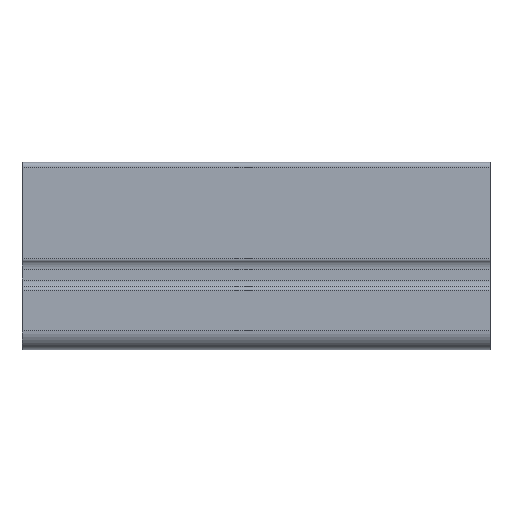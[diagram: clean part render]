
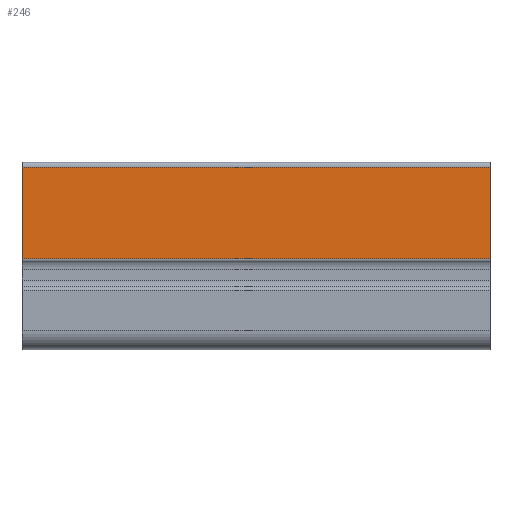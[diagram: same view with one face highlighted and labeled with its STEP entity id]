
A CAD part, left-side view. The second image highlights one B-rep face of the part: STEP entity #246.
In plain terms, the highlighted planar face has unit normal (-1, 0, 0).
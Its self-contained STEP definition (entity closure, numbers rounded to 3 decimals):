
#246 = ADVANCED_FACE( '', ( #640 ), #641, .T. );
#640 = FACE_OUTER_BOUND( '', #1179, .T. );
#641 = PLANE( '', #1180 );
#1179 = EDGE_LOOP( '', ( #1995, #1996, #1997, #1998 ) );
#1180 = AXIS2_PLACEMENT_3D( '', #1999, #2000, #2001 );
#1995 = ORIENTED_EDGE( '', *, *, #3411, .F. );
#1996 = ORIENTED_EDGE( '', *, *, #3650, .F. );
#1997 = ORIENTED_EDGE( '', *, *, #3651, .T. );
#1998 = ORIENTED_EDGE( '', *, *, #3652, .T. );
#1999 = CARTESIAN_POINT( '', ( -20., 100., 19. ) );
#2000 = DIRECTION( '', ( -1., 0., 0. ) );
#2001 = DIRECTION( '', ( 0., 0., 1. ) );
#3411 = EDGE_CURVE( '', #4130, #4132, #4133, .T. );
#3650 = EDGE_CURVE( '', #4564, #4130, #4565, .T. );
#3651 = EDGE_CURVE( '', #4564, #4566, #4567, .T. );
#3652 = EDGE_CURVE( '', #4566, #4132, #4568, .T. );
#4130 = VERTEX_POINT( '', #5182 );
#4132 = VERTEX_POINT( '', #5184 );
#4133 = LINE( '', #5185, #5186 );
#4564 = VERTEX_POINT( '', #5737 );
#4565 = LINE( '', #5738, #5739 );
#4566 = VERTEX_POINT( '', #5740 );
#4567 = LINE( '', #5741, #5742 );
#4568 = LINE( '', #5743, #5744 );
#5182 = CARTESIAN_POINT( '', ( -20., 0., 19. ) );
#5184 = CARTESIAN_POINT( '', ( -20., 0., -0.625 ) );
#5185 = CARTESIAN_POINT( '', ( -20., 0., 19. ) );
#5186 = VECTOR( '', #6558, 1000. );
#5737 = CARTESIAN_POINT( '', ( -20., 100., 19. ) );
#5738 = CARTESIAN_POINT( '', ( -20., 100., 19. ) );
#5739 = VECTOR( '', #6964, 1000. );
#5740 = CARTESIAN_POINT( '', ( -20., 100., -0.625 ) );
#5741 = CARTESIAN_POINT( '', ( -20., 100., 19. ) );
#5742 = VECTOR( '', #6965, 1000. );
#5743 = CARTESIAN_POINT( '', ( -20., 100., -0.625 ) );
#5744 = VECTOR( '', #6966, 1000. );
#6558 = DIRECTION( '', ( 0., 0., -1. ) );
#6964 = DIRECTION( '', ( 0., -1., 0. ) );
#6965 = DIRECTION( '', ( 0., 0., -1. ) );
#6966 = DIRECTION( '', ( 0., -1., 0. ) );
